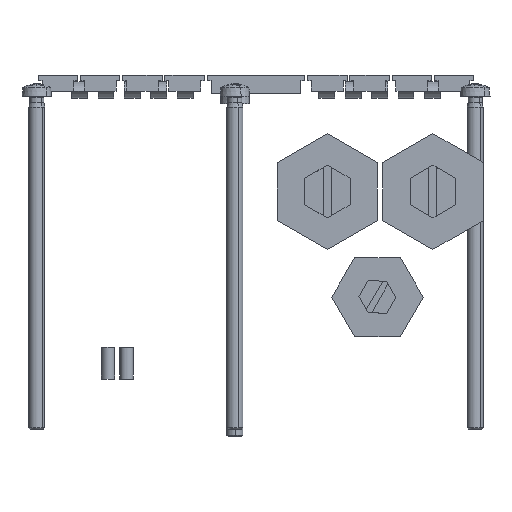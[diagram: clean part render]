
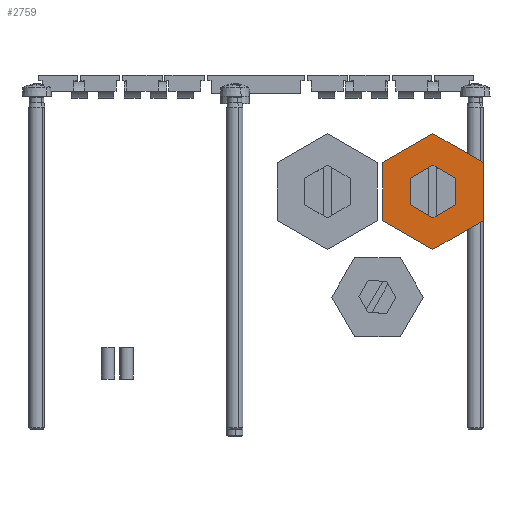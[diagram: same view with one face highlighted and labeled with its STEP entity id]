
A CAD part, front view. The second image highlights one B-rep face of the part: STEP entity #2759.
In plain terms, the highlighted face is planar.
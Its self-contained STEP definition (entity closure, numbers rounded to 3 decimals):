
#2172=DIRECTION('',(0.,-1.,0.));
#2173=VECTOR('',#2172,0.5);
#2174=CARTESIAN_POINT('',(-0.433,0.25,1.45));
#2175=LINE('',#2174,#2173);
#2235=DIRECTION('',(0.,1.,0.));
#2236=VECTOR('',#2235,0.5);
#2237=CARTESIAN_POINT('',(0.433,-0.25,1.45));
#2238=LINE('',#2237,#2236);
#2298=DIRECTION('',(-0.866,-0.5,0.));
#2299=VECTOR('',#2298,0.5);
#2300=CARTESIAN_POINT('',(0.433,-0.25,1.45));
#2301=LINE('',#2300,#2299);
#2305=DIRECTION('',(0.866,-0.5,0.));
#2306=VECTOR('',#2305,0.5);
#2307=CARTESIAN_POINT('',(0.,0.5,1.45));
#2308=LINE('',#2307,#2306);
#2312=DIRECTION('',(0.866,0.5,0.));
#2313=VECTOR('',#2312,0.5);
#2314=CARTESIAN_POINT('',(-0.433,0.25,1.45));
#2315=LINE('',#2314,#2313);
#2319=DIRECTION('',(-0.866,0.5,0.));
#2320=VECTOR('',#2319,0.5);
#2321=CARTESIAN_POINT('',(0.,-0.5,1.45));
#2322=LINE('',#2321,#2320);
#2326=DIRECTION('',(0.866,0.5,0.));
#2327=VECTOR('',#2326,1.097);
#2328=CARTESIAN_POINT('',(0.,-1.097,1.45));
#2329=LINE('',#2328,#2327);
#2333=DIRECTION('',(0.866,-0.5,0.));
#2334=VECTOR('',#2333,1.097);
#2335=CARTESIAN_POINT('',(-0.95,-0.548,1.45));
#2336=LINE('',#2335,#2334);
#2340=DIRECTION('',(0.,-1.,0.));
#2341=VECTOR('',#2340,1.097);
#2342=CARTESIAN_POINT('',(-0.95,0.548,1.45));
#2343=LINE('',#2342,#2341);
#2347=DIRECTION('',(-0.866,-0.5,0.));
#2348=VECTOR('',#2347,1.097);
#2349=CARTESIAN_POINT('',(0.,1.097,1.45));
#2350=LINE('',#2349,#2348);
#2354=DIRECTION('',(-0.866,0.5,0.));
#2355=VECTOR('',#2354,1.097);
#2356=CARTESIAN_POINT('',(0.95,0.548,1.45));
#2357=LINE('',#2356,#2355);
#2361=DIRECTION('',(0.,1.,0.));
#2362=VECTOR('',#2361,1.097);
#2363=CARTESIAN_POINT('',(0.95,-0.548,1.45));
#2364=LINE('',#2363,#2362);
#2536=CARTESIAN_POINT('',(0.,-0.5,1.45));
#2537=VERTEX_POINT('',#2536);
#2538=CARTESIAN_POINT('',(0.433,-0.25,1.45));
#2539=VERTEX_POINT('',#2538);
#2542=CARTESIAN_POINT('',(0.433,0.25,1.45));
#2543=VERTEX_POINT('',#2542);
#2546=CARTESIAN_POINT('',(0.,0.5,1.45));
#2547=VERTEX_POINT('',#2546);
#2548=CARTESIAN_POINT('',(-0.433,0.25,1.45));
#2549=VERTEX_POINT('',#2548);
#2550=CARTESIAN_POINT('',(-0.433,-0.25,1.45));
#2551=VERTEX_POINT('',#2550);
#2564=CARTESIAN_POINT('',(0.,-1.097,1.45));
#2565=CARTESIAN_POINT('',(0.95,-0.548,1.45));
#2566=VERTEX_POINT('',#2564);
#2567=VERTEX_POINT('',#2565);
#2568=CARTESIAN_POINT('',(-0.95,-0.548,1.45));
#2569=VERTEX_POINT('',#2568);
#2570=CARTESIAN_POINT('',(-0.95,0.548,1.45));
#2571=VERTEX_POINT('',#2570);
#2572=CARTESIAN_POINT('',(0.,1.097,1.45));
#2573=VERTEX_POINT('',#2572);
#2574=CARTESIAN_POINT('',(0.95,0.548,1.45));
#2575=VERTEX_POINT('',#2574);
#2730=CARTESIAN_POINT('',(0.,0.,1.45));
#2731=DIRECTION('',(0.,0.,1.));
#2732=DIRECTION('',(1.,0.,0.));
#2733=AXIS2_PLACEMENT_3D('',#2730,#2731,#2732);
#2734=PLANE('',#2733);
#2736=ORIENTED_EDGE('',*,*,#2735,.F.);
#2738=ORIENTED_EDGE('',*,*,#2737,.F.);
#2740=ORIENTED_EDGE('',*,*,#2739,.F.);
#2742=ORIENTED_EDGE('',*,*,#2741,.F.);
#2744=ORIENTED_EDGE('',*,*,#2743,.F.);
#2746=ORIENTED_EDGE('',*,*,#2745,.F.);
#2747=EDGE_LOOP('',(#2736,#2738,#2740,#2742,#2744,#2746));
#2748=FACE_OUTER_BOUND('',#2747,.F.);
#2749=ORIENTED_EDGE('',*,*,#2661,.F.);
#2750=ORIENTED_EDGE('',*,*,#2677,.T.);
#2752=ORIENTED_EDGE('',*,*,#2751,.F.);
#2753=ORIENTED_EDGE('',*,*,#2723,.F.);
#2754=ORIENTED_EDGE('',*,*,#2628,.T.);
#2756=ORIENTED_EDGE('',*,*,#2755,.F.);
#2757=EDGE_LOOP('',(#2749,#2750,#2752,#2753,#2754,#2756));
#2758=FACE_BOUND('',#2757,.F.);
#2759=ADVANCED_FACE('',(#2748,#2758),#2734,.T.);
#2628=EDGE_CURVE('',#2549,#2551,#2175,.T.);
#2661=EDGE_CURVE('',#2539,#2537,#2301,.T.);
#2677=EDGE_CURVE('',#2539,#2543,#2238,.T.);
#2723=EDGE_CURVE('',#2549,#2547,#2315,.T.);
#2735=EDGE_CURVE('',#2566,#2567,#2329,.T.);
#2737=EDGE_CURVE('',#2569,#2566,#2336,.T.);
#2739=EDGE_CURVE('',#2571,#2569,#2343,.T.);
#2741=EDGE_CURVE('',#2573,#2571,#2350,.T.);
#2743=EDGE_CURVE('',#2575,#2573,#2357,.T.);
#2745=EDGE_CURVE('',#2567,#2575,#2364,.T.);
#2751=EDGE_CURVE('',#2547,#2543,#2308,.T.);
#2755=EDGE_CURVE('',#2537,#2551,#2322,.T.);
